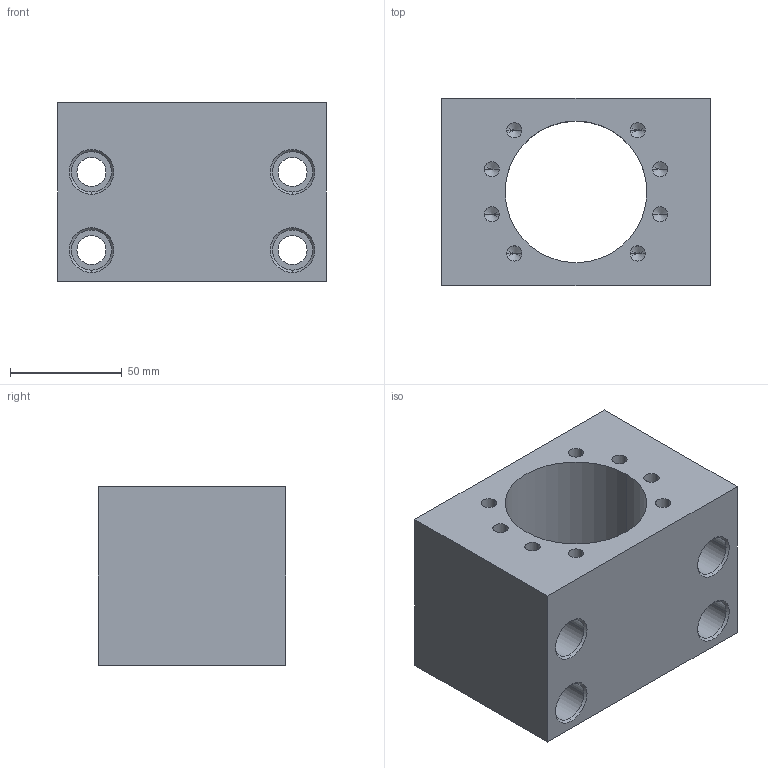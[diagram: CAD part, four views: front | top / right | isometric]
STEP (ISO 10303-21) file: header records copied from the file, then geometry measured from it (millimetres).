
FILE_DESCRIPTION (( 'STEP AP214' ), '1' );
FILE_NAME ('RNB 40.step', '2020-09-08T09:41:50', ( '' ), ( '' ), 'SwSTEP 2.0', 'SolidWorks 2020', '' );
FILE_SCHEMA (( 'AUTOMOTIVE_DESIGN' ));
Length unit declared in the file: millimetre
Products named in the file (1): RNB 40
Bounding box: 120 x 84 x 80 mm (x, y, z)
Volume: 483052.6 mm3; surface area: 80609.1 mm2
Topology: 1 solids, 1 shells, 80 faces, 194 edges, 116 vertices
Faces by surface type: cylinder 42, cone 24, plane 14
Entity records: 2488 total; most frequent: DIRECTION 440, CARTESIAN_POINT 375, ORIENTED_EDGE 356, AXIS2_PLACEMENT_3D 181, EDGE_CURVE 178, VERTEX_POINT 116, EDGE_LOOP 106, CIRCLE 100
